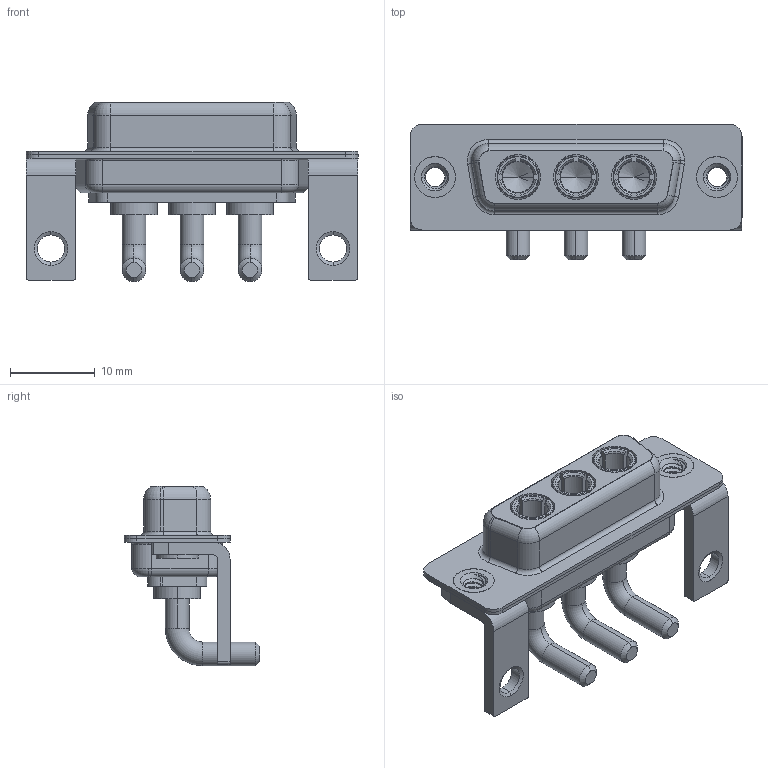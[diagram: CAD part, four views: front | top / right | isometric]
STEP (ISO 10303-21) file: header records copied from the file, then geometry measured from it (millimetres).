
FILE_DESCRIPTION (( 'STEP AP203' ), '1' );
FILE_NAME ('630-3W3-240-2N4.STEP', '2022-05-27T14:46:24', ( '' ), ( '' ), 'SwSTEP 2.0', 'SolidWorks 2020', '' );
FILE_SCHEMA (( 'CONFIG_CONTROL_DESIGN' ));
Length unit declared in the file: millimetre
Products named in the file (7): 630Combo Shell Rear_15 Contacts; 630Combo Housing_3W3; 630-3W3-240-2N4; Power Socket_20A RA; 630Combo Shell Front_15 Contacts; 630Combo Threaded Rivet_3; 630Combo Stabilizer Bracket
Assembly tree (10 placements, depth 2):
  630-3W3-240-2N4
    630Combo Housing_3W3
    630Combo Shell Front_15 Contacts
    630Combo Shell Rear_15 Contacts
    630Combo Threaded Rivet_3  x2
    630Combo Stabilizer Bracket  x2
    Power Socket_20A RA  x3
Bounding box: 39.2 x 16 x 21.2 mm (x, y, z)
Volume: 2909.9 mm3; surface area: 6511.1 mm2
Topology: 13 solids, 13 shells, 553 faces, 1409 edges, 896 vertices
Faces by surface type: cylinder 230, plane 174, torus 75, cone 65, bspline 9
Entity records: 13087 total; most frequent: CARTESIAN_POINT 3622, DIRECTION 1911, ORIENTED_EDGE 1766, EDGE_CURVE 883, AXIS2_PLACEMENT_3D 772, VERTEX_POINT 559, CIRCLE 409, EDGE_LOOP 394
